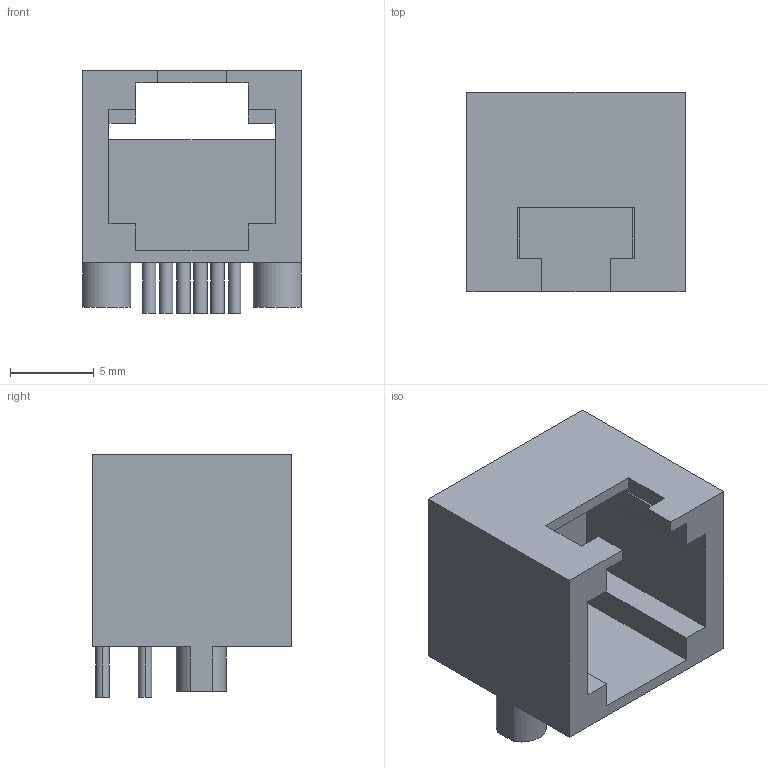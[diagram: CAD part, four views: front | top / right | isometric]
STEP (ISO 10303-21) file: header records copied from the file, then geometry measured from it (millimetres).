
FILE_DESCRIPTION (( 'STEP AP214' ), '1' );
FILE_NAME ('JP051-6P6C_02.STEP', '2007-12-04T03:46:45', ( 'Chinese User' ), ( 'Chinese ORG' ), 'SwSTEP 2.0', 'SolidWorks 2004231', '' );
FILE_SCHEMA (( 'AUTOMOTIVE_DESIGN' ));
Length unit declared in the file: millimetre
Products named in the file (1): JP051-6P6C_02
Bounding box: 13 x 11.9 x 14.45 mm (x, y, z)
Volume: 861 mm3; surface area: 1325.4 mm2
Topology: 1 solids, 1 shells, 58 faces, 153 edges, 102 vertices
Faces by surface type: plane 43, cylinder 15
Entity records: 2452 total; most frequent: CARTESIAN_POINT 314, ORIENTED_EDGE 306, DIRECTION 301, EDGE_CURVE 153, VECTOR 123, LINE 123, VERTEX_POINT 102, AXIS2_PLACEMENT_3D 89
